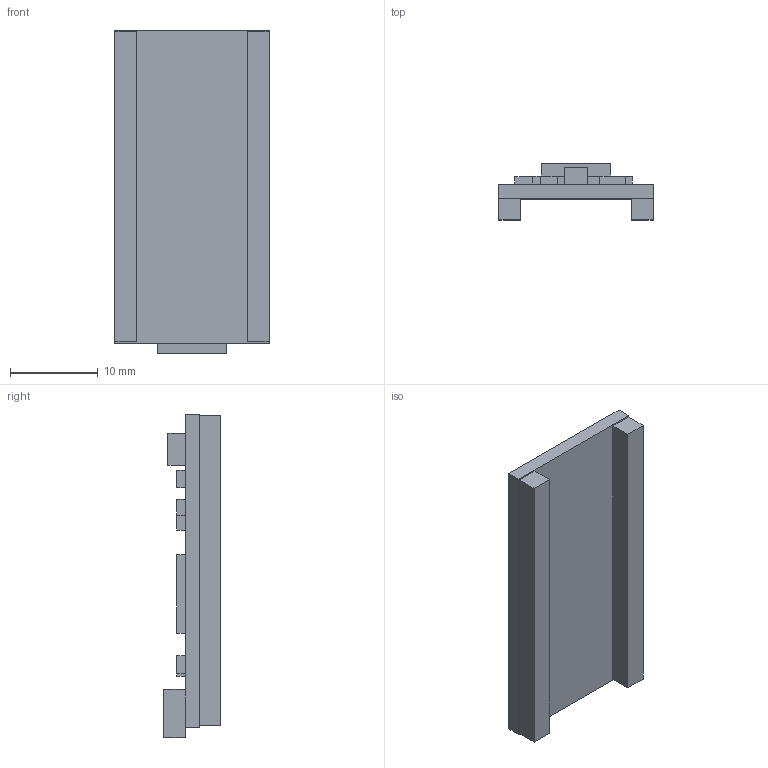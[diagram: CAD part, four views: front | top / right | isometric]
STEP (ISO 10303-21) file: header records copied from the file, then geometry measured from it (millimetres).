
FILE_DESCRIPTION (( 'STEP AP214' ), '1' );
FILE_NAME ('Teensy4.0.STEP', '2020-08-14T19:40:53', ( '' ), ( '' ), 'SwSTEP 2.0', 'SolidWorks 2017', '' );
FILE_SCHEMA (( 'AUTOMOTIVE_DESIGN' ));
Length unit declared in the file: millimetre
Products named in the file (1): Teensy4.0
Bounding box: 17.8 x 6.5 x 36.9 mm (x, y, z)
Volume: 1669.6 mm3; surface area: 1992.3 mm2
Topology: 1 solids, 1 shells, 57 faces, 136 edges, 90 vertices
Faces by surface type: plane 57
Entity records: 2209 total; most frequent: CARTESIAN_POINT 284, ORIENTED_EDGE 272, DIRECTION 252, VECTOR 136, EDGE_CURVE 136, LINE 136, VERTEX_POINT 90, EDGE_LOOP 66
